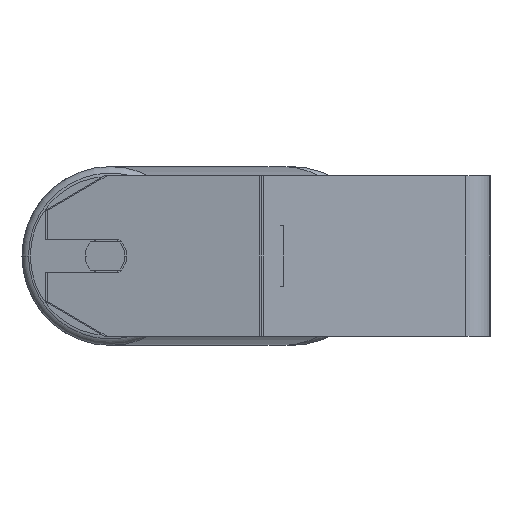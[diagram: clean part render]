
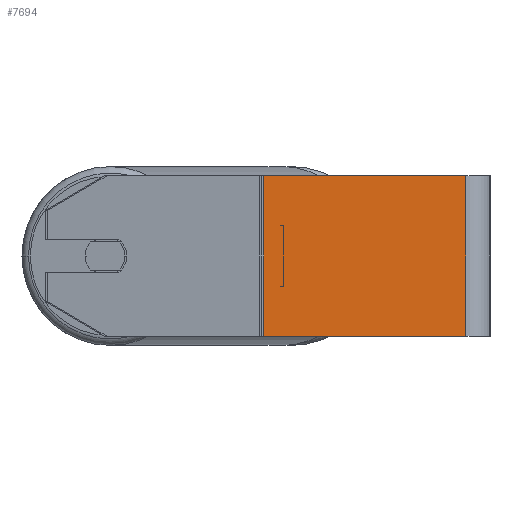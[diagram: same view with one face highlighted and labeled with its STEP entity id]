
A CAD part, left-side view. The second image highlights one B-rep face of the part: STEP entity #7694.
In plain terms, the highlighted planar face has unit normal (-1, 0, 0).
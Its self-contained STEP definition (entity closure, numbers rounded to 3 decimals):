
#152 = CARTESIAN_POINT ( 'NONE',  ( -800., 12., -40. ) ) ;
#327 = ORIENTED_EDGE ( 'NONE', *, *, #2278, .F. ) ;
#698 = VECTOR ( 'NONE', #5442, 1000. ) ;
#940 = VERTEX_POINT ( 'NONE', #152 ) ;
#1110 = LINE ( 'NONE', #2531, #3641 ) ;
#1131 = VERTEX_POINT ( 'NONE', #3593 ) ;
#1436 = EDGE_CURVE ( 'NONE', #5003, #5235, #1110, .T. ) ;
#1574 = CARTESIAN_POINT ( 'NONE',  ( -800., 112.599, 40. ) ) ;
#1657 = PLANE ( 'NONE',  #5389 ) ;
#1782 = ORIENTED_EDGE ( 'NONE', *, *, #6293, .F. ) ;
#2278 = EDGE_CURVE ( 'NONE', #5003, #1131, #3782, .T. ) ;
#2452 = DIRECTION ( 'NONE',  ( 0., 0., -1. ) ) ;
#2503 = CARTESIAN_POINT ( 'NONE',  ( -800., 112.599, -40. ) ) ;
#2531 = CARTESIAN_POINT ( 'NONE',  ( -800., 112.599, 40. ) ) ;
#2750 = LINE ( 'NONE', #6190, #698 ) ;
#3078 = DIRECTION ( 'NONE',  ( 0., 0., -1. ) ) ;
#3593 = CARTESIAN_POINT ( 'NONE',  ( -800., 12., 40. ) ) ;
#3641 = VECTOR ( 'NONE', #2452, 1000. ) ;
#3782 = LINE ( 'NONE', #8484, #6594 ) ;
#3907 = LINE ( 'NONE', #5823, #4817 ) ;
#4162 = EDGE_CURVE ( 'NONE', #5235, #940, #2750, .T. ) ;
#4186 = DIRECTION ( 'NONE',  ( 1., 0., 0. ) ) ;
#4817 = VECTOR ( 'NONE', #3078, 1000. ) ;
#5003 = VERTEX_POINT ( 'NONE', #1574 ) ;
#5011 = FACE_OUTER_BOUND ( 'NONE', #6010, .T. ) ;
#5200 = DIRECTION ( 'NONE',  ( 0., -1., 0. ) ) ;
#5235 = VERTEX_POINT ( 'NONE', #2503 ) ;
#5389 = AXIS2_PLACEMENT_3D ( 'NONE', #7052, #4186, #8235 ) ;
#5435 = ORIENTED_EDGE ( 'NONE', *, *, #1436, .T. ) ;
#5442 = DIRECTION ( 'NONE',  ( 0., -1., 0. ) ) ;
#5823 = CARTESIAN_POINT ( 'NONE',  ( -800., 12., 40. ) ) ;
#6010 = EDGE_LOOP ( 'NONE', ( #8337, #1782, #327, #5435 ) ) ;
#6190 = CARTESIAN_POINT ( 'NONE',  ( -800., 113.649, -40. ) ) ;
#6293 = EDGE_CURVE ( 'NONE', #1131, #940, #3907, .T. ) ;
#6594 = VECTOR ( 'NONE', #5200, 1000. ) ;
#7052 = CARTESIAN_POINT ( 'NONE',  ( -800., 113.649, 40. ) ) ;
#7694 = ADVANCED_FACE ( 'NONE', ( #5011 ), #1657, .F. ) ;
#8235 = DIRECTION ( 'NONE',  ( 0., 0., -1. ) ) ;
#8337 = ORIENTED_EDGE ( 'NONE', *, *, #4162, .T. ) ;
#8484 = CARTESIAN_POINT ( 'NONE',  ( -800., 113.649, 40. ) ) ;
